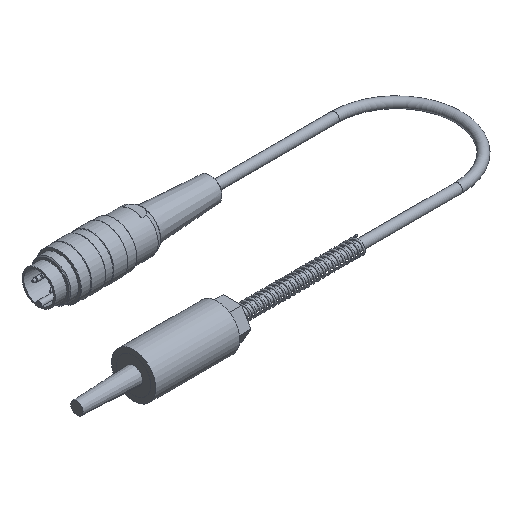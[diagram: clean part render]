
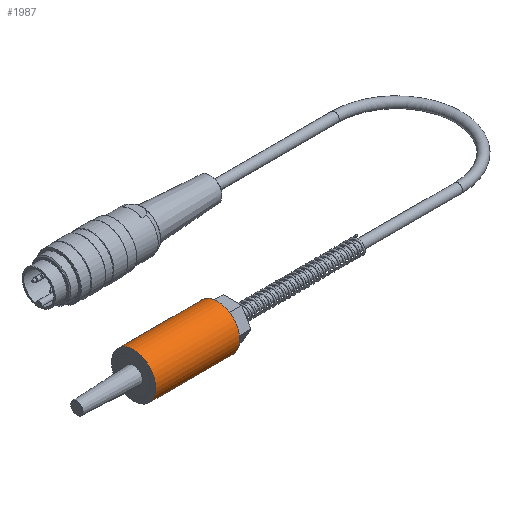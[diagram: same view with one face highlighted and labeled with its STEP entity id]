
A CAD part, isometric view. The second image highlights one B-rep face of the part: STEP entity #1987.
In plain terms, the highlighted cylindrical face has radius 9 mm (diameter 18 mm), a full revolution.
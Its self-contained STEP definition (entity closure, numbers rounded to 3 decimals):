
#301=CYLINDRICAL_SURFACE('',#2237,9.);
#361=FACE_BOUND('',#672,.T.);
#487=FACE_OUTER_BOUND('',#671,.T.);
#671=EDGE_LOOP('',(#1643));
#672=EDGE_LOOP('',(#1644));
#794=CIRCLE('',#2236,9.);
#795=CIRCLE('',#2238,9.);
#966=VERTEX_POINT('',#3573);
#967=VERTEX_POINT('',#3576);
#1197=EDGE_CURVE('',#966,#966,#794,.T.);
#1198=EDGE_CURVE('',#967,#967,#795,.T.);
#1643=ORIENTED_EDGE('',*,*,#1198,.F.);
#1644=ORIENTED_EDGE('',*,*,#1197,.T.);
#1987=ADVANCED_FACE('',(#487,#361),#301,.T.);
#2236=AXIS2_PLACEMENT_3D('',#3574,#2796,#2797);
#2237=AXIS2_PLACEMENT_3D('',#3575,#2798,#2799);
#2238=AXIS2_PLACEMENT_3D('',#3577,#2800,#2801);
#2796=DIRECTION('center_axis',(1.,0.,0.));
#2797=DIRECTION('ref_axis',(0.,0.,-1.));
#2798=DIRECTION('center_axis',(1.,0.,0.));
#2799=DIRECTION('ref_axis',(0.,1.,0.));
#2800=DIRECTION('center_axis',(1.,0.,0.));
#2801=DIRECTION('ref_axis',(0.,0.,-1.));
#3573=CARTESIAN_POINT('',(0.,9.,0.));
#3574=CARTESIAN_POINT('Origin',(0.,0.,
0.));
#3575=CARTESIAN_POINT('Origin',(17.025,0.,0.));
#3576=CARTESIAN_POINT('',(34.05,9.,0.));
#3577=CARTESIAN_POINT('Origin',(34.05,0.,0.));
